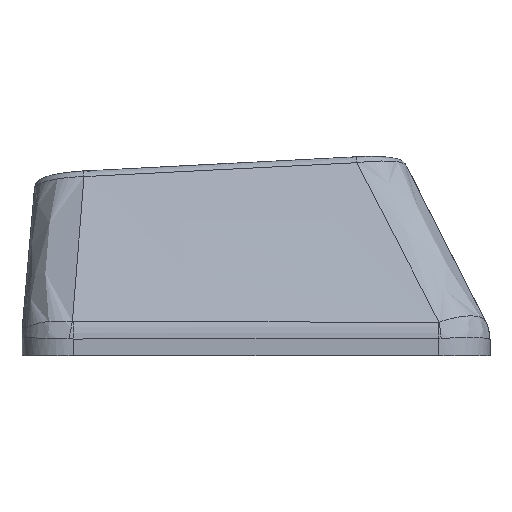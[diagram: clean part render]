
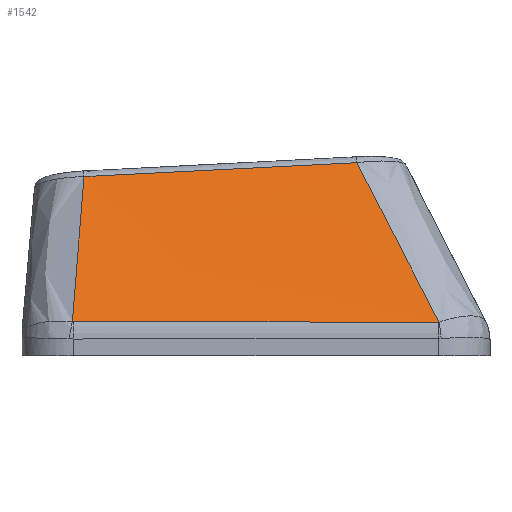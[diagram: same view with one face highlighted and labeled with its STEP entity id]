
A CAD part, left-side view. The second image highlights one B-rep face of the part: STEP entity #1542.
In plain terms, the highlighted free-form (B-spline) face has degree [3, 3] with [4, 4] control points.
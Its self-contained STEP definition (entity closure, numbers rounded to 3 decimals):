
#109=B_SPLINE_SURFACE_WITH_KNOTS('',3,3,((#3285,#3286,#3287,#3288),(#3289,
#3290,#3291,#3292),(#3293,#3294,#3295,#3296),(#3297,#3298,#3299,#3300)),
 .UNSPECIFIED.,.F.,.F.,.F.,(4,4),(4,4),(0.107,0.899),
(0.04,0.956),.UNSPECIFIED.);
#175=FACE_OUTER_BOUND('',#259,.T.);
#259=EDGE_LOOP('',(#1258,#1259,#1260,#1261,#1262,#1263));
#500=B_SPLINE_CURVE_WITH_KNOTS('',3,(#2705,#2706,#2707,#2708),
 .UNSPECIFIED.,.F.,.F.,(4,4),(0.,0.003),
 .UNSPECIFIED.);
#501=B_SPLINE_CURVE_WITH_KNOTS('',3,(#2726,#2727,#2728,#2729),
 .UNSPECIFIED.,.F.,.F.,(4,4),(-1.416,0.),.UNSPECIFIED.);
#504=B_SPLINE_CURVE_WITH_KNOTS('',3,(#2759,#2760,#2761,#2762),
 .UNSPECIFIED.,.F.,.F.,(4,4),(0.,0.004),.UNSPECIFIED.);
#515=B_SPLINE_CURVE_WITH_KNOTS('',3,(#2990,#2991,#2992,#2993),
 .UNSPECIFIED.,.F.,.F.,(4,4),(0.033,0.785),
 .UNSPECIFIED.);
#523=B_SPLINE_CURVE_WITH_KNOTS('',3,(#3225,#3226,#3227,#3228),
 .UNSPECIFIED.,.F.,.F.,(4,4),(0.,1.059),.UNSPECIFIED.);
#526=B_SPLINE_CURVE_WITH_KNOTS('',3,(#3301,#3302,#3303,#3304),
 .UNSPECIFIED.,.F.,.F.,(4,4),(-0.661,-0.029),
 .UNSPECIFIED.);
#658=VERTEX_POINT('',#2667);
#660=VERTEX_POINT('',#2698);
#662=VERTEX_POINT('',#2725);
#664=VERTEX_POINT('',#2752);
#680=VERTEX_POINT('',#2983);
#685=VERTEX_POINT('',#3223);
#847=EDGE_CURVE('',#658,#660,#500,.T.);
#848=EDGE_CURVE('',#660,#662,#501,.T.);
#853=EDGE_CURVE('',#662,#664,#504,.T.);
#879=EDGE_CURVE('',#680,#658,#515,.T.);
#894=EDGE_CURVE('',#685,#680,#523,.T.);
#898=EDGE_CURVE('',#664,#685,#526,.T.);
#1258=ORIENTED_EDGE('',*,*,#847,.F.);
#1259=ORIENTED_EDGE('',*,*,#879,.F.);
#1260=ORIENTED_EDGE('',*,*,#894,.F.);
#1261=ORIENTED_EDGE('',*,*,#898,.F.);
#1262=ORIENTED_EDGE('',*,*,#853,.F.);
#1263=ORIENTED_EDGE('',*,*,#848,.F.);
#1542=ADVANCED_FACE('',(#175),#109,.F.);
#2667=CARTESIAN_POINT('',(-13.706,-7.107,0.299));
#2698=CARTESIAN_POINT('',(-13.706,-7.079,0.298));
#2705=CARTESIAN_POINT('Ctrl Pts',(-13.706,-7.107,0.299));
#2706=CARTESIAN_POINT('Ctrl Pts',(-13.706,-7.098,0.298));
#2707=CARTESIAN_POINT('Ctrl Pts',(-13.706,-7.088,0.298));
#2708=CARTESIAN_POINT('Ctrl Pts',(-13.706,-7.079,0.298));
#2725=CARTESIAN_POINT('',(-13.683,7.082,0.318));
#2726=CARTESIAN_POINT('Ctrl Pts',(-13.706,-7.079,0.298));
#2727=CARTESIAN_POINT('Ctrl Pts',(-13.699,-2.359,0.304));
#2728=CARTESIAN_POINT('Ctrl Pts',(-13.692,2.361,0.311));
#2729=CARTESIAN_POINT('Ctrl Pts',(-13.683,7.082,0.318));
#2752=CARTESIAN_POINT('',(-13.681,7.125,0.322));
#2759=CARTESIAN_POINT('Ctrl Pts',(-13.683,7.082,0.318));
#2760=CARTESIAN_POINT('Ctrl Pts',(-13.683,7.096,0.318));
#2761=CARTESIAN_POINT('Ctrl Pts',(-13.683,7.111,0.319));
#2762=CARTESIAN_POINT('Ctrl Pts',(-13.681,7.125,0.322));
#2983=CARTESIAN_POINT('',(-10.856,-3.904,6.486));
#2990=CARTESIAN_POINT('Ctrl Pts',(-10.856,-3.904,6.486));
#2991=CARTESIAN_POINT('Ctrl Pts',(-11.809,-4.974,4.426));
#2992=CARTESIAN_POINT('Ctrl Pts',(-12.758,-6.041,2.363));
#2993=CARTESIAN_POINT('Ctrl Pts',(-13.706,-7.107,0.299));
#3223=CARTESIAN_POINT('',(-10.862,6.675,5.948));
#3225=CARTESIAN_POINT('Ctrl Pts',(-10.862,6.675,5.948));
#3226=CARTESIAN_POINT('Ctrl Pts',(-10.86,3.149,6.127));
#3227=CARTESIAN_POINT('Ctrl Pts',(-10.858,-0.378,
6.306));
#3228=CARTESIAN_POINT('Ctrl Pts',(-10.856,-3.904,6.486));
#3285=CARTESIAN_POINT('Ctrl Pts',(-10.856,7.033,5.942));
#3286=CARTESIAN_POINT('Ctrl Pts',(-11.806,7.064,4.052));
#3287=CARTESIAN_POINT('Ctrl Pts',(-12.756,7.095,2.162));
#3288=CARTESIAN_POINT('Ctrl Pts',(-13.706,7.126,0.272));
#3289=CARTESIAN_POINT('Ctrl Pts',(-10.856,3.262,6.13));
#3290=CARTESIAN_POINT('Ctrl Pts',(-11.806,2.969,4.18));
#3291=CARTESIAN_POINT('Ctrl Pts',(-12.756,2.675,2.23));
#3292=CARTESIAN_POINT('Ctrl Pts',(-13.706,2.382,0.28));
#3293=CARTESIAN_POINT('Ctrl Pts',(-10.856,-0.508,
6.317));
#3294=CARTESIAN_POINT('Ctrl Pts',(-11.806,-1.127,4.308));
#3295=CARTESIAN_POINT('Ctrl Pts',(-12.756,-1.745,2.298));
#3296=CARTESIAN_POINT('Ctrl Pts',(-13.706,-2.363,0.289));
#3297=CARTESIAN_POINT('Ctrl Pts',(-10.856,-4.279,6.505));
#3298=CARTESIAN_POINT('Ctrl Pts',(-11.806,-5.222,4.436));
#3299=CARTESIAN_POINT('Ctrl Pts',(-12.756,-6.164,2.367));
#3300=CARTESIAN_POINT('Ctrl Pts',(-13.706,-7.107,0.298));
#3301=CARTESIAN_POINT('Ctrl Pts',(-13.681,7.125,0.322));
#3302=CARTESIAN_POINT('Ctrl Pts',(-12.739,6.973,2.196));
#3303=CARTESIAN_POINT('Ctrl Pts',(-11.799,6.822,4.072));
#3304=CARTESIAN_POINT('Ctrl Pts',(-10.862,6.675,5.948));
